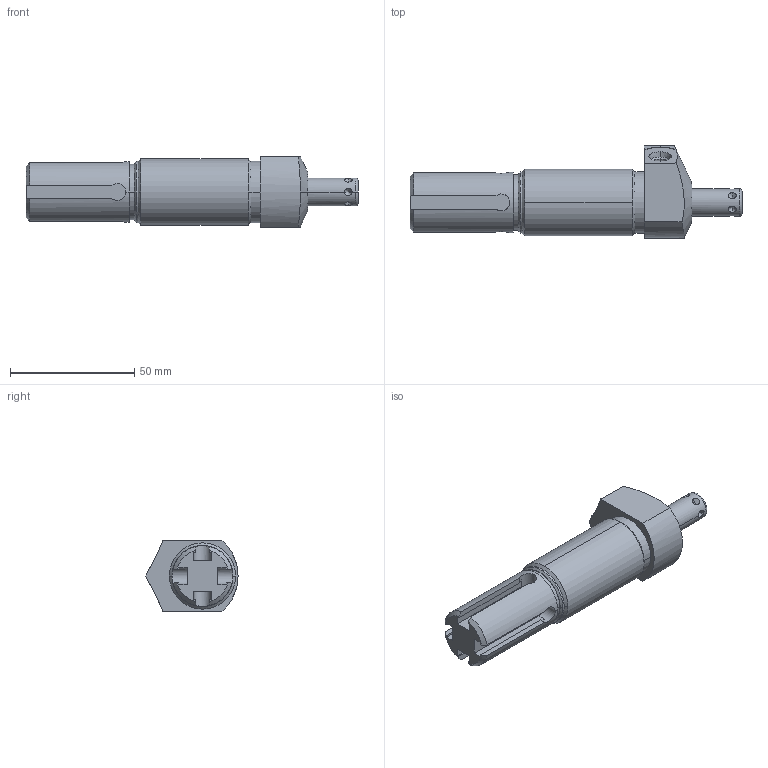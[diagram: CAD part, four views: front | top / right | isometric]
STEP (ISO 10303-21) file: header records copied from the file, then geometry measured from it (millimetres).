
FILE_DESCRIPTION((''),'2;1');
FILE_NAME('ILC14020501LPS','2020-07-04T',('jweaver'),(''),'PRO/ENGINEER BY PARAMETRIC TECHNOLOGY CORPORATION, 2013320','PRO/ENGINEER BY PARAMETRIC TECHNOLOGY CORPORATION, 2013320','');
FILE_SCHEMA(('AUTOMOTIVE_DESIGN { 1 0 10303 214 1 1 1 1 }'));
Length unit declared in the file: inch
Products named in the file (1): ILC14020501LPS
Bounding box: 133.71 x 37.06 x 28.57 mm (x, y, z)
Volume: 58235.1 mm3; surface area: 15190.1 mm2
Topology: 1 solids, 2 shells, 117 faces, 306 edges, 190 vertices
Faces by surface type: plane 48, cone 34, cylinder 33, torus 2
Entity records: 5011 total; most frequent: CARTESIAN_POINT 1031, DIRECTION 581, ORIENTED_EDGE 580, PRESENTATION_STYLE_ASSIGNMENT 303, STYLED_ITEM 294, CURVE_STYLE 292, EDGE_CURVE 292, AXIS2_PLACEMENT_3D 215
